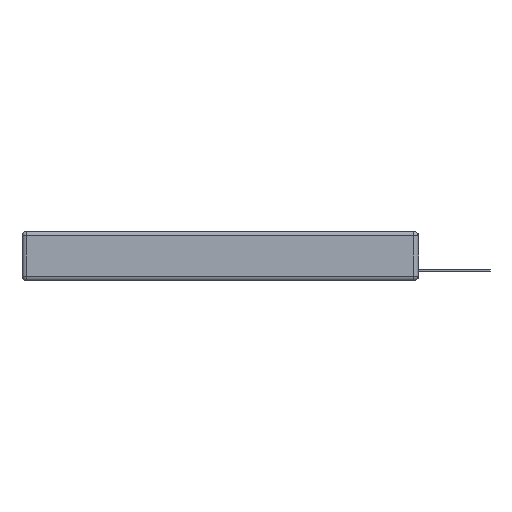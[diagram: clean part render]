
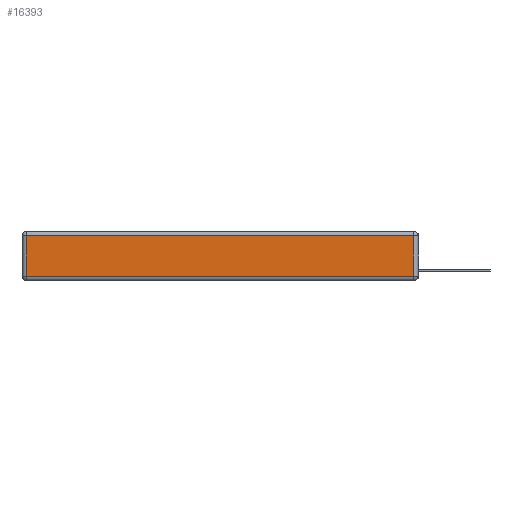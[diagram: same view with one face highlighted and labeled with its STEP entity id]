
A CAD part, left-side view. The second image highlights one B-rep face of the part: STEP entity #16393.
In plain terms, the highlighted planar face has unit normal (-1, 0, 0).
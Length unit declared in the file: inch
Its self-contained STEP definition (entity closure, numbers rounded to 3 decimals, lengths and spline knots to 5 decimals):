
#139 = EDGE_CURVE ( 'NONE', #15519, #10442, #14187, .T. ) ;
#263 = LINE ( 'NONE', #9027, #11853 ) ;
#790 = VECTOR ( 'NONE', #6776, 39.37008 ) ;
#2654 = CARTESIAN_POINT ( 'NONE',  ( 0., 0., -0.313 ) ) ;
#4879 = CARTESIAN_POINT ( 'NONE',  ( 0., 2.72, -0.03 ) ) ;
#5174 = CARTESIAN_POINT ( 'NONE',  ( 0., 2.72, -0.343 ) ) ;
#6330 = VECTOR ( 'NONE', #16101, 39.37008 ) ;
#6776 = DIRECTION ( 'NONE',  ( 0., 0., -1. ) ) ;
#7292 = CARTESIAN_POINT ( 'NONE',  ( 0., 2.75, -0.03 ) ) ;
#7460 = EDGE_LOOP ( 'NONE', ( #22365, #8526, #12685, #23566 ) ) ;
#7482 = PLANE ( 'NONE',  #10709 ) ;
#7624 = CARTESIAN_POINT ( 'NONE',  ( 0., 0., -0.343 ) ) ;
#7633 = EDGE_CURVE ( 'NONE', #25558, #15519, #17869, .T. ) ;
#8526 = ORIENTED_EDGE ( 'NONE', *, *, #26052, .T. ) ;
#9027 = CARTESIAN_POINT ( 'NONE',  ( 0., 0.03, -0.343 ) ) ;
#9638 = CARTESIAN_POINT ( 'NONE',  ( 0., 0.03, -0.03 ) ) ;
#10371 = FACE_OUTER_BOUND ( 'NONE', #7460, .T. ) ;
#10442 = VERTEX_POINT ( 'NONE', #18763 ) ;
#10709 = AXIS2_PLACEMENT_3D ( 'NONE', #7624, #21031, #25643 ) ;
#10776 = DIRECTION ( 'NONE',  ( 0., 0., 1. ) ) ;
#11804 = VECTOR ( 'NONE', #16068, 39.37008 ) ;
#11853 = VECTOR ( 'NONE', #10776, 39.37008 ) ;
#12541 = VERTEX_POINT ( 'NONE', #9638 ) ;
#12685 = ORIENTED_EDGE ( 'NONE', *, *, #26155, .T. ) ;
#14187 = LINE ( 'NONE', #2654, #11804 ) ;
#15519 = VERTEX_POINT ( 'NONE', #18865 ) ;
#16068 = DIRECTION ( 'NONE',  ( 0., -1., 0. ) ) ;
#16101 = DIRECTION ( 'NONE',  ( 0., 1., 0. ) ) ;
#16393 = ADVANCED_FACE ( 'NONE', ( #10371 ), #7482, .T. ) ;
#17869 = LINE ( 'NONE', #5174, #790 ) ;
#18763 = CARTESIAN_POINT ( 'NONE',  ( 0., 0.03, -0.313 ) ) ;
#18865 = CARTESIAN_POINT ( 'NONE',  ( 0., 2.72, -0.313 ) ) ;
#21031 = DIRECTION ( 'NONE',  ( -1., 0., 0. ) ) ;
#22365 = ORIENTED_EDGE ( 'NONE', *, *, #139, .T. ) ;
#22727 = LINE ( 'NONE', #7292, #6330 ) ;
#23566 = ORIENTED_EDGE ( 'NONE', *, *, #7633, .T. ) ;
#25558 = VERTEX_POINT ( 'NONE', #4879 ) ;
#25643 = DIRECTION ( 'NONE',  ( 0., 0., 1. ) ) ;
#26052 = EDGE_CURVE ( 'NONE', #10442, #12541, #263, .T. ) ;
#26155 = EDGE_CURVE ( 'NONE', #12541, #25558, #22727, .T. ) ;
